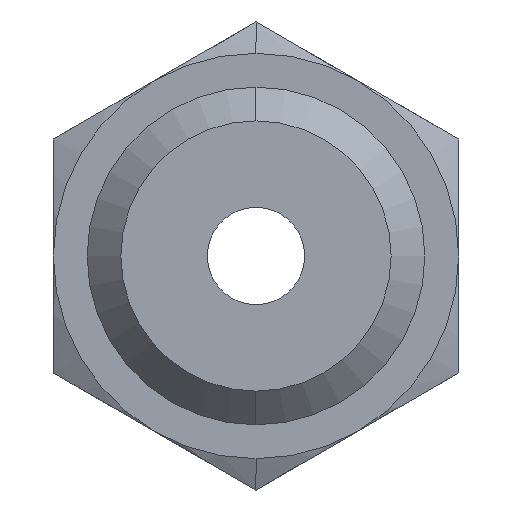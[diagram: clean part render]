
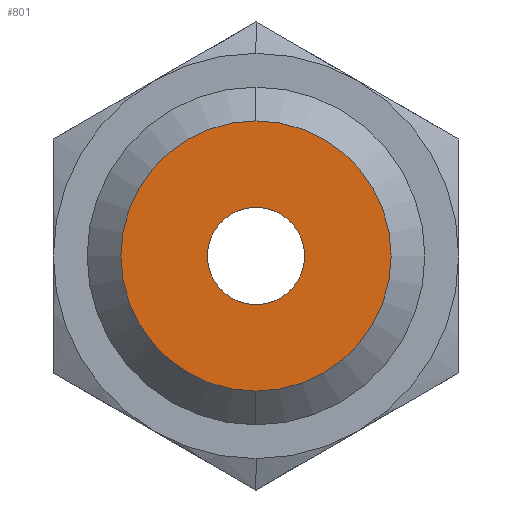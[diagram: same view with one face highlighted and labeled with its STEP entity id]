
A CAD part, left-side view. The second image highlights one B-rep face of the part: STEP entity #801.
In plain terms, the highlighted planar face has unit normal (-1, 0, 0).
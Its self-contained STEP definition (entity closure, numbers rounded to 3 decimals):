
#697=CARTESIAN_POINT('POINT99',(0.,
   0.,3.175));
#698=VERTEX_POINT('VERTEX99',#697);
#705=CARTESIAN_POINT('POINT100',(0.,
   0.,-3.175));
#706=VERTEX_POINT('VERTEX100',#705);
#707=CARTESIAN_POINT('POS117',(0.,
   0.,0.));
#708=DIRECTION('DIR180',(-1.,0.,
   0.));
#709=DIRECTION('DIR181',(0.,0.,
   1.));
#710=AXIS2_PLACEMENT_3D('AXIS64',#707,#708,#709);
#711=CIRCLE('ELLIPSE26',#710,3.175);
#712=EDGE_CURVE('EDGE175',#706,#698,#711,.T.);
#732=EDGE_CURVE('EDGE177',#698,#706,#711,.T.);
#777=CARTESIAN_POINT('POINT103',(0.,0.,
   1.143));
#778=VERTEX_POINT('VERTEX103',#777);
#779=CARTESIAN_POINT('POINT104',(0.,
   0.,-1.143));
#780=VERTEX_POINT('VERTEX104',#779);
#781=CARTESIAN_POINT('POS124',(0.,
   0.,0.));
#782=DIRECTION('DIR191',(1.,0.,
   0.));
#783=DIRECTION('DIR192',(0.,0.,
   1.));
#784=AXIS2_PLACEMENT_3D('AXIS68',#781,#782,#783);
#785=CIRCLE('ELLIPSE28',#784,1.143);
#786=EDGE_CURVE('EDGE182',#778,#780,#785,.T.);
#787=ORIENTED_EDGE('COEDGE357',*,*,#786,.T.);
#788=EDGE_CURVE('EDGE183',#780,#778,#785,.T.);
#789=ORIENTED_EDGE('COEDGE358',*,*,#788,.T.);
#790=EDGE_LOOP('NONE',(#787,#789));
#791=FACE_BOUND('LOOP1',#790,.T.);
#792=ORIENTED_EDGE('COEDGE359',*,*,#732,.T.);
#793=ORIENTED_EDGE('COEDGE360',*,*,#712,.T.);
#794=EDGE_LOOP('NONE',(#792,#793));
#795=FACE_BOUND('LOOP1',#794,.T.);
#796=CARTESIAN_POINT('POS125',(0.,
   0.,1.588));
#797=DIRECTION('DIR193',(-1.,0.,
   0.));
#798=DIRECTION('DIR194',(0.,1.,
   0.));
#799=AXIS2_PLACEMENT_3D('AXIS69',#796,#797,#798);
#800=PLANE('PLANE19',#799);
#801=ADVANCED_FACE('FACE86',(#791,#795),#800,.T.);
